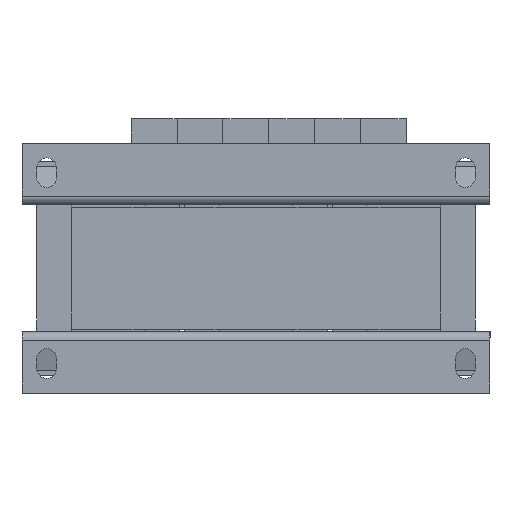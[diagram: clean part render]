
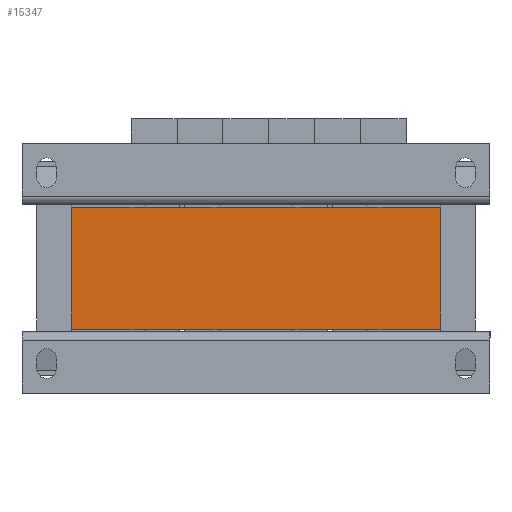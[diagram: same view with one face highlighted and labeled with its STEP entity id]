
A CAD part, front view. The second image highlights one B-rep face of the part: STEP entity #15347.
In plain terms, the highlighted planar face has unit normal (0, -1, 0).
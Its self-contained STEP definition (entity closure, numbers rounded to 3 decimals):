
#272 = VERTEX_POINT ( 'NONE', #5830 ) ;
#307 = DIRECTION ( 'NONE',  ( 1., 0., 0. ) ) ;
#1155 = CARTESIAN_POINT ( 'NONE',  ( -75., -76.7, 24.75 ) ) ;
#1277 = VECTOR ( 'NONE', #1678, 1000. ) ;
#1599 = EDGE_CURVE ( 'Defeature ausgef�hrt1_420+Defeature ausgef�hrt1_201+Defeature ausgef�hrt1_416+Defeature ausgef�hrt1_413', #272, #9559, #16227, .T. ) ;
#1633 = EDGE_LOOP ( 'NONE', ( #10469, #15502, #3159, #7671, #14792, #3815, #10284, #10795, #10767, #8619, #2672, #5457 ) ) ;
#1678 = DIRECTION ( 'NONE',  ( 0., 0., -1. ) ) ;
#2079 = VECTOR ( 'NONE', #13162, 1000. ) ;
#2284 = VECTOR ( 'NONE', #9558, 1000. ) ;
#2372 = LINE ( 'NONE', #7083, #11163 ) ;
#2422 = EDGE_CURVE ( 'Defeature ausgef�hrt1_420+Defeature ausgef�hrt1_416+Defeature ausgef�hrt1_182+Defeature ausgef�hrt1_201', #16196, #272, #10675, .T. ) ;
#2587 = VERTEX_POINT ( 'NONE', #15182 ) ;
#2672 = ORIENTED_EDGE ( 'NONE', *, *, #3171, .F. ) ;
#2998 = CARTESIAN_POINT ( 'NONE',  ( -15., -76.7, -24.75 ) ) ;
#3027 = EDGE_CURVE ( 'Defeature ausgef�hrt1_414+Defeature ausgef�hrt1_420+Defeature ausgef�hrt1_53+Defeature ausgef�hrt1_83', #13517, #4403, #12640, .T. ) ;
#3032 = DIRECTION ( 'NONE',  ( 1., 0., 0. ) ) ;
#3159 = ORIENTED_EDGE ( 'NONE', *, *, #11781, .T. ) ;
#3171 = EDGE_CURVE ( 'Defeature ausgef�hrt1_224+Defeature ausgef�hrt1_420+Defeature ausgef�hrt1_26+Defeature ausgef�hrt1_25', #8647, #16413, #15639, .T. ) ;
#3252 = VECTOR ( 'NONE', #5735, 1000. ) ;
#3409 = CARTESIAN_POINT ( 'NONE',  ( -75., -76.7, 24.75 ) ) ;
#3815 = ORIENTED_EDGE ( 'NONE', *, *, #8078, .F. ) ;
#4033 = CARTESIAN_POINT ( 'NONE',  ( 75., -76.7, 24.75 ) ) ;
#4145 = DIRECTION ( 'NONE',  ( 1., 0., 0. ) ) ;
#4305 = DIRECTION ( 'NONE',  ( 1., 0., 0. ) ) ;
#4403 = VERTEX_POINT ( 'NONE', #6606 ) ;
#4463 = CARTESIAN_POINT ( 'NONE',  ( -75., -76.7, 24.75 ) ) ;
#5308 = CARTESIAN_POINT ( 'NONE',  ( 15., -76.7, -24.75 ) ) ;
#5457 = ORIENTED_EDGE ( 'NONE', *, *, #9768, .T. ) ;
#5563 = CARTESIAN_POINT ( 'NONE',  ( 75., -76.7, 24.75 ) ) ;
#5735 = DIRECTION ( 'NONE',  ( 1., 0., 0. ) ) ;
#5789 = CARTESIAN_POINT ( 'NONE',  ( -45., -76.7, 24.75 ) ) ;
#5830 = CARTESIAN_POINT ( 'NONE',  ( 45., -76.7, -24.75 ) ) ;
#5990 = FACE_OUTER_BOUND ( 'NONE', #1633, .T. ) ;
#6349 = VECTOR ( 'NONE', #4145, 1000. ) ;
#6599 = CARTESIAN_POINT ( 'NONE',  ( 75., -76.7, -24.75 ) ) ;
#6606 = CARTESIAN_POINT ( 'NONE',  ( 45., -76.7, 24.75 ) ) ;
#7083 = CARTESIAN_POINT ( 'NONE',  ( -15., -76.7, 24.75 ) ) ;
#7671 = ORIENTED_EDGE ( 'NONE', *, *, #2422, .T. ) ;
#7740 = EDGE_CURVE ( 'Defeature ausgef�hrt1_176+Defeature ausgef�hrt1_420+Defeature ausgef�hrt1_54+Defeature ausgef�hrt1_53', #9461, #13517, #2372, .T. ) ;
#7875 = LINE ( 'NONE', #11820, #2079 ) ;
#8047 = EDGE_CURVE ( 'Defeature ausgef�hrt1_420+Defeature ausgef�hrt1_417+Defeature ausgef�hrt1_228+Defeature ausgef�hrt1_182', #2587, #9543, #7875, .T. ) ;
#8076 = LINE ( 'NONE', #4463, #11455 ) ;
#8078 = EDGE_CURVE ( 'Defeature ausgef�hrt1_413+Defeature ausgef�hrt1_420+Defeature ausgef�hrt1_82+Defeature ausgef�hrt1_80', #13471, #9559, #9055, .T. ) ;
#8276 = CARTESIAN_POINT ( 'NONE',  ( 45., -76.7, -24.75 ) ) ;
#8279 = CARTESIAN_POINT ( 'NONE',  ( -15., -76.7, -24.75 ) ) ;
#8353 = DIRECTION ( 'NONE',  ( 1., 0., 0. ) ) ;
#8361 = LINE ( 'NONE', #3409, #12845 ) ;
#8520 = DIRECTION ( 'NONE',  ( 0., 0., -1. ) ) ;
#8598 = CARTESIAN_POINT ( 'NONE',  ( -75., -76.7, -24.75 ) ) ;
#8619 = ORIENTED_EDGE ( 'NONE', *, *, #16235, .F. ) ;
#8647 = VERTEX_POINT ( 'NONE', #9601 ) ;
#8853 = LINE ( 'NONE', #8598, #2284 ) ;
#9055 = LINE ( 'NONE', #4033, #1277 ) ;
#9105 = VERTEX_POINT ( 'NONE', #12497 ) ;
#9461 = VERTEX_POINT ( 'NONE', #13737 ) ;
#9543 = VERTEX_POINT ( 'NONE', #2998 ) ;
#9558 = DIRECTION ( 'NONE',  ( 1., 0., 0. ) ) ;
#9559 = VERTEX_POINT ( 'NONE', #6599 ) ;
#9601 = CARTESIAN_POINT ( 'NONE',  ( -75., -76.7, 24.75 ) ) ;
#9768 = EDGE_CURVE ( 'Defeature ausgef�hrt1_420+Defeature ausgef�hrt1_412+Defeature ausgef�hrt1_224+Defeature ausgef�hrt1_228', #8647, #9105, #8361, .T. ) ;
#10284 = ORIENTED_EDGE ( 'NONE', *, *, #12915, .F. ) ;
#10469 = ORIENTED_EDGE ( 'NONE', *, *, #14439, .T. ) ;
#10675 = LINE ( 'NONE', #15794, #15194 ) ;
#10767 = ORIENTED_EDGE ( 'NONE', *, *, #7740, .F. ) ;
#10795 = ORIENTED_EDGE ( 'NONE', *, *, #3027, .F. ) ;
#10954 = DIRECTION ( 'NONE',  ( 1., 0., 0. ) ) ;
#11125 = DIRECTION ( 'NONE',  ( 0., 1., 0. ) ) ;
#11163 = VECTOR ( 'NONE', #8353, 1000. ) ;
#11402 = VECTOR ( 'NONE', #10954, 1000. ) ;
#11445 = VECTOR ( 'NONE', #12391, 1000. ) ;
#11455 = VECTOR ( 'NONE', #4305, 1000. ) ;
#11476 = LINE ( 'NONE', #11802, #13004 ) ;
#11781 = EDGE_CURVE ( 'Defeature ausgef�hrt1_420+Defeature ausgef�hrt1_182+Defeature ausgef�hrt1_417+Defeature ausgef�hrt1_416', #9543, #16196, #13467, .T. ) ;
#11802 = CARTESIAN_POINT ( 'NONE',  ( 45., -76.7, 24.75 ) ) ;
#11820 = CARTESIAN_POINT ( 'NONE',  ( -75., -76.7, -24.75 ) ) ;
#12318 = DIRECTION ( 'NONE',  ( 0., 0., 1. ) ) ;
#12391 = DIRECTION ( 'NONE',  ( 1., 0., 0. ) ) ;
#12497 = CARTESIAN_POINT ( 'NONE',  ( -75., -76.7, -24.75 ) ) ;
#12605 = CARTESIAN_POINT ( 'NONE',  ( 15., -76.7, 24.75 ) ) ;
#12638 = PLANE ( 'NONE',  #14116 ) ;
#12640 = LINE ( 'NONE', #1155, #11445 ) ;
#12716 = CARTESIAN_POINT ( 'NONE',  ( -75., -76.7, 24.75 ) ) ;
#12845 = VECTOR ( 'NONE', #8520, 1000. ) ;
#12915 = EDGE_CURVE ( 'Defeature ausgef�hrt1_218+Defeature ausgef�hrt1_420+Defeature ausgef�hrt1_83+Defeature ausgef�hrt1_82', #4403, #13471, #11476, .T. ) ;
#13004 = VECTOR ( 'NONE', #307, 1000. ) ;
#13162 = DIRECTION ( 'NONE',  ( 1., 0., 0. ) ) ;
#13467 = LINE ( 'NONE', #8279, #3252 ) ;
#13471 = VERTEX_POINT ( 'NONE', #5563 ) ;
#13517 = VERTEX_POINT ( 'NONE', #12605 ) ;
#13737 = CARTESIAN_POINT ( 'NONE',  ( -15., -76.7, 24.75 ) ) ;
#14116 = AXIS2_PLACEMENT_3D ( 'NONE', #16507, #11125, #12318 ) ;
#14439 = EDGE_CURVE ( 'Defeature ausgef�hrt1_420+Defeature ausgef�hrt1_228+Defeature ausgef�hrt1_412+Defeature ausgef�hrt1_417', #9105, #2587, #8853, .T. ) ;
#14792 = ORIENTED_EDGE ( 'NONE', *, *, #1599, .T. ) ;
#15182 = CARTESIAN_POINT ( 'NONE',  ( -45., -76.7, -24.75 ) ) ;
#15194 = VECTOR ( 'NONE', #3032, 1000. ) ;
#15347 = ADVANCED_FACE ( 'Defeature ausgef�hrt1_420', ( #5990 ), #12638, .F. ) ;
#15502 = ORIENTED_EDGE ( 'NONE', *, *, #8047, .T. ) ;
#15639 = LINE ( 'NONE', #12716, #6349 ) ;
#15794 = CARTESIAN_POINT ( 'NONE',  ( -75., -76.7, -24.75 ) ) ;
#16196 = VERTEX_POINT ( 'NONE', #5308 ) ;
#16227 = LINE ( 'NONE', #8276, #11402 ) ;
#16235 = EDGE_CURVE ( 'Defeature ausgef�hrt1_415+Defeature ausgef�hrt1_420+Defeature ausgef�hrt1_25+Defeature ausgef�hrt1_54', #16413, #9461, #8076, .T. ) ;
#16413 = VERTEX_POINT ( 'NONE', #5789 ) ;
#16507 = CARTESIAN_POINT ( 'NONE',  ( -75., -76.7, 24.75 ) ) ;
